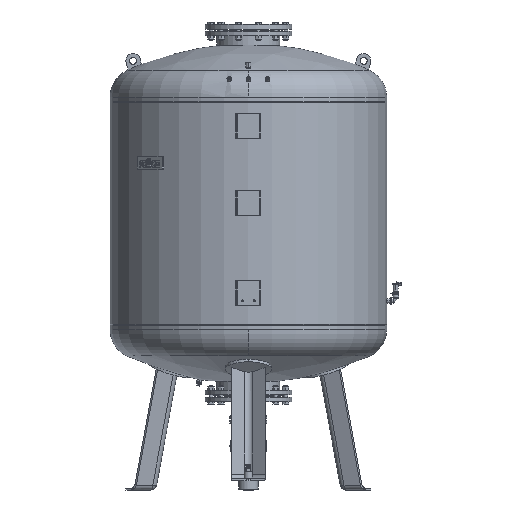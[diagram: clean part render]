
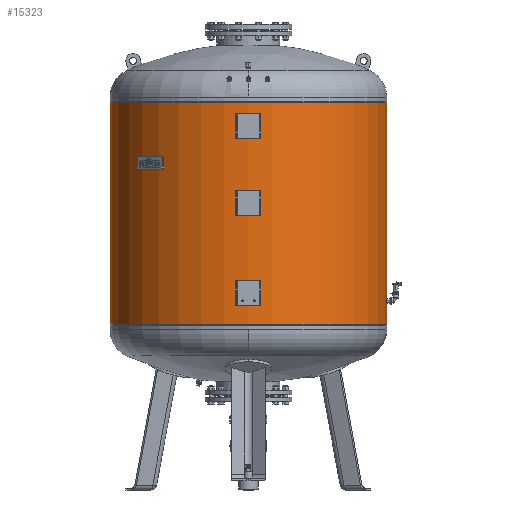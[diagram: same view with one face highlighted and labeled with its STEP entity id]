
A CAD part, front view. The second image highlights one B-rep face of the part: STEP entity #15323.
In plain terms, the highlighted cylindrical face has radius 600 mm (diameter 1200 mm), a partial arc.
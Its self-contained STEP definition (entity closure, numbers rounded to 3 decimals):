
#15282=CARTESIAN_POINT('',(0.,0.0,1433.5));
#15283=DIRECTION('',(0.,0.0,1.0));
#15284=DIRECTION('',(1.0,0.0,0.0));
#15285=AXIS2_PLACEMENT_3D('',#15282,#15283,#15284);
#15286=CYLINDRICAL_SURFACE('',#15285,600.);
#15287=CARTESIAN_POINT('',(600.,0.0,1682.));
#15288=VERTEX_POINT('',#15287);
#15289=CARTESIAN_POINT('',(600.,0.0,718.));
#15290=VERTEX_POINT('',#15289);
#15291=CARTESIAN_POINT('',(600.,0.0,1682.));
#15292=DIRECTION('',(0.0,0.0,-1.0));
#15293=VECTOR('',#15292,964.0);
#15294=LINE('',#15291,#15293);
#15295=EDGE_CURVE('',#15288,#15290,#15294,.T.);
#15296=ORIENTED_EDGE('',*,*,#15295,.F.);
#15297=CARTESIAN_POINT('',(-600.,0.,1682.));
#15298=VERTEX_POINT('',#15297);
#15299=CARTESIAN_POINT('',(0.,0.0,1682.));
#15300=DIRECTION('',(0.0,0.0,1.0));
#15301=DIRECTION('',(1.0,0.0,0.0));
#15302=AXIS2_PLACEMENT_3D('',#15299,#15300,#15301);
#15303=CIRCLE('',#15302,600.);
#15304=EDGE_CURVE('',#15298,#15288,#15303,.T.);
#15305=ORIENTED_EDGE('',*,*,#15304,.F.);
#15306=CARTESIAN_POINT('',(-600.,0.,718.));
#15307=VERTEX_POINT('',#15306);
#15308=CARTESIAN_POINT('',(-600.,0.,1682.));
#15309=DIRECTION('',(0.0,0.0,-1.0));
#15310=VECTOR('',#15309,964.0);
#15311=LINE('',#15308,#15310);
#15312=EDGE_CURVE('',#15298,#15307,#15311,.T.);
#15313=ORIENTED_EDGE('',*,*,#15312,.T.);
#15314=CARTESIAN_POINT('',(0.,0.0,718.));
#15315=DIRECTION('',(0.0,0.0,1.0));
#15316=DIRECTION('',(1.0,0.0,0.0));
#15317=AXIS2_PLACEMENT_3D('',#15314,#15315,#15316);
#15318=CIRCLE('',#15317,600.);
#15319=EDGE_CURVE('',#15307,#15290,#15318,.T.);
#15320=ORIENTED_EDGE('',*,*,#15319,.T.);
#15321=EDGE_LOOP('',(#15296,#15305,#15313,#15320));
#15322=FACE_OUTER_BOUND('',#15321,.T.);
#15323=ADVANCED_FACE('',(#15322),#15286,.T.);
